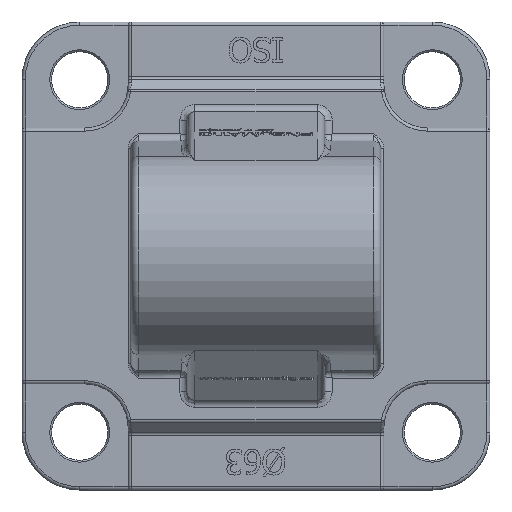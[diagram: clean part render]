
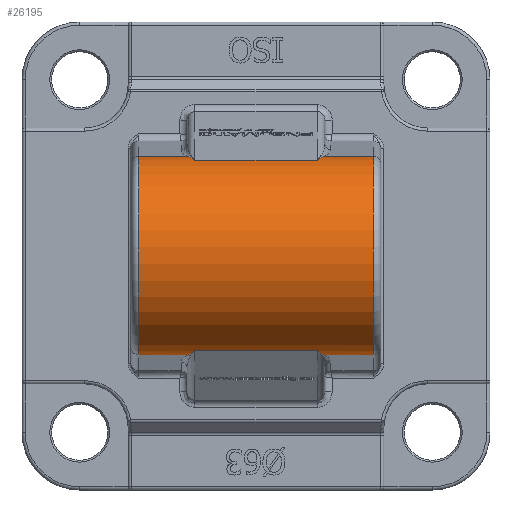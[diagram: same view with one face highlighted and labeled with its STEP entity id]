
A CAD part, top view. The second image highlights one B-rep face of the part: STEP entity #26195.
In plain terms, the highlighted cylindrical face has radius 16 mm (diameter 32 mm), a partial arc.
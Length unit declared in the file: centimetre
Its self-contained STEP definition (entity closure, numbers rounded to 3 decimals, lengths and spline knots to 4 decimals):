
#139=CYLINDRICAL_SURFACE($,#27040,1.6);
#326=CIRCLE($,#27041,1.6);
#327=CIRCLE($,#27042,1.6);
#2163=FACE_OUTER_BOUND($,#3681,.T.);
#3681=EDGE_LOOP($,(#23146,#23147,#23148,#23149,#23150,#23151,#23152,#23153,
#23154,#23155,#23156,#23157));
#4555=LINE($,#34753,#6546);
#4955=LINE($,#40865,#6946);
#5716=LINE($,#51601,#7707);
#5717=LINE($,#51605,#7708);
#5718=LINE($,#51620,#7709);
#5719=LINE($,#51624,#7710);
#6546=VECTOR($,#28248,1.96);
#6946=VECTOR($,#28836,1.96);
#7707=VECTOR($,#30303,0.7874);
#7708=VECTOR($,#30306,0.7874);
#7709=VECTOR($,#30307,0.7874);
#7710=VECTOR($,#30310,0.7874);
#9497=B_SPLINE_CURVE_WITH_KNOTS($,3,(#51452,#51453,#51454,#51455,#51456,
#51457),.UNSPECIFIED.,.F.,.F.,(4,2,4),(-0.3421,0.,0.0015),
 .UNSPECIFIED.);
#9503=B_SPLINE_CURVE_WITH_KNOTS($,3,(#51606,#51607,#51608,#51609,#51610,
#51611),.UNSPECIFIED.,.F.,.F.,(4,2,4),(-0.0014,0.,0.3422),
 .UNSPECIFIED.);
#9504=B_SPLINE_CURVE_WITH_KNOTS($,3,(#51613,#51614,#51615,#51616,#51617,
#51618),.UNSPECIFIED.,.F.,.F.,(4,2,4),(-0.3421,0.,0.0015),
 .UNSPECIFIED.);
#9505=B_SPLINE_CURVE_WITH_KNOTS($,3,(#51625,#51626,#51627,#51628,#51629,
#51630),.UNSPECIFIED.,.F.,.F.,(4,2,4),(-0.0014,0.,0.3422),
 .UNSPECIFIED.);
#10212=VERTEX_POINT($,#34749);
#10214=VERTEX_POINT($,#34752);
#11109=VERTEX_POINT($,#40859);
#11111=VERTEX_POINT($,#40863);
#11984=VERTEX_POINT($,#51450);
#11994=VERTEX_POINT($,#51600);
#11995=VERTEX_POINT($,#51602);
#11996=VERTEX_POINT($,#51604);
#11997=VERTEX_POINT($,#51612);
#11998=VERTEX_POINT($,#51619);
#11999=VERTEX_POINT($,#51621);
#12000=VERTEX_POINT($,#51623);
#13082=EDGE_CURVE($,#10214,#10212,#4555,.T.);
#14183=EDGE_CURVE($,#11111,#11109,#4955,.T.);
#15753=EDGE_CURVE($,#11984,#11111,#9497,.T.);
#15772=EDGE_CURVE($,#11994,#11984,#5716,.T.);
#15773=EDGE_CURVE($,#11995,#11994,#326,.T.);
#15774=EDGE_CURVE($,#11995,#11996,#5717,.T.);
#15775=EDGE_CURVE($,#10214,#11996,#9503,.T.);
#15776=EDGE_CURVE($,#11997,#10212,#9504,.T.);
#15777=EDGE_CURVE($,#11997,#11998,#5718,.T.);
#15778=EDGE_CURVE($,#11999,#11998,#327,.T.);
#15779=EDGE_CURVE($,#12000,#11999,#5719,.T.);
#15780=EDGE_CURVE($,#11109,#12000,#9505,.T.);
#23146=ORIENTED_EDGE($,*,*,#15753,.F.);
#23147=ORIENTED_EDGE($,*,*,#15772,.F.);
#23148=ORIENTED_EDGE($,*,*,#15773,.F.);
#23149=ORIENTED_EDGE($,*,*,#15774,.T.);
#23150=ORIENTED_EDGE($,*,*,#15775,.F.);
#23151=ORIENTED_EDGE($,*,*,#13082,.T.);
#23152=ORIENTED_EDGE($,*,*,#15776,.F.);
#23153=ORIENTED_EDGE($,*,*,#15777,.T.);
#23154=ORIENTED_EDGE($,*,*,#15778,.F.);
#23155=ORIENTED_EDGE($,*,*,#15779,.F.);
#23156=ORIENTED_EDGE($,*,*,#15780,.F.);
#23157=ORIENTED_EDGE($,*,*,#14183,.F.);
#26195=ADVANCED_FACE($,(#2163),#139,.T.);
#27040=AXIS2_PLACEMENT_3D($,#51599,#30301,#30302);
#27041=AXIS2_PLACEMENT_3D($,#51603,#30304,#30305);
#27042=AXIS2_PLACEMENT_3D($,#51622,#30308,#30309);
#28248=DIRECTION($,(1.,0.,0.));
#28836=DIRECTION($,(1.,0.,0.));
#30301=DIRECTION('center_axis',(1.,0.,0.));
#30302=DIRECTION('ref_axis',(0.,0.994,0.113));
#30303=DIRECTION($,(1.,0.,0.));
#30304=DIRECTION('center_axis',(-1.,0.,0.));
#30305=DIRECTION('ref_axis',(0.,0.,1.));
#30306=DIRECTION($,(1.,0.,0.));
#30307=DIRECTION($,(1.,0.,0.));
#30308=DIRECTION('center_axis',(1.,0.,0.));
#30309=DIRECTION('ref_axis',(0.,0.,1.));
#30310=DIRECTION($,(1.,0.,0.));
#34749=CARTESIAN_POINT('',(0.98,-1.5262,3.6803));
#34752=CARTESIAN_POINT('',(-0.98,-1.5262,3.6803));
#34753=CARTESIAN_POINT($,(-0.98,-1.5262,3.6803));
#40859=CARTESIAN_POINT('',(0.98,1.5262,3.6803));
#40863=CARTESIAN_POINT('',(-0.98,1.5262,3.6803));
#40865=CARTESIAN_POINT($,(-0.98,1.5262,3.6803));
#51450=CARTESIAN_POINT('',(-1.0926,1.5897,3.3814));
#51452=CARTESIAN_POINT('Ctrl Pts',(-1.0926,1.5897,3.3814));
#51453=CARTESIAN_POINT('Ctrl Pts',(-1.0579,1.5781,3.483));
#51454=CARTESIAN_POINT('Ctrl Pts',(-1.0191,1.5569,3.5826));
#51455=CARTESIAN_POINT('Ctrl Pts',(-0.9803,1.5265,
3.6794));
#51456=CARTESIAN_POINT('Ctrl Pts',(-0.9802,1.5263,
3.6799));
#51457=CARTESIAN_POINT('Ctrl Pts',(-0.98,1.5262,3.6803));
#51599=CARTESIAN_POINT('Origin',(0.,0.,3.2));
#51600=CARTESIAN_POINT('',(-1.88,1.5897,3.3814));
#51601=CARTESIAN_POINT($,(-1.88,1.5897,3.3814));
#51602=CARTESIAN_POINT('',(-1.88,-1.5897,3.3814));
#51603=CARTESIAN_POINT('Origin',(-1.88,0.,3.2));
#51604=CARTESIAN_POINT('',(-1.0926,-1.5897,3.3814));
#51605=CARTESIAN_POINT($,(-1.88,-1.5897,3.3814));
#51606=CARTESIAN_POINT('Ctrl Pts',(-0.98,-1.5262,3.6803));
#51607=CARTESIAN_POINT('Ctrl Pts',(-0.9802,-1.5263,
3.6799));
#51608=CARTESIAN_POINT('Ctrl Pts',(-0.9803,-1.5265,
3.6795));
#51609=CARTESIAN_POINT('Ctrl Pts',(-1.0191,-1.5568,
3.5827));
#51610=CARTESIAN_POINT('Ctrl Pts',(-1.0579,-1.5781,
3.483));
#51611=CARTESIAN_POINT('Ctrl Pts',(-1.0926,-1.5897,
3.3814));
#51612=CARTESIAN_POINT('',(1.0926,-1.5897,3.3814));
#51613=CARTESIAN_POINT('Ctrl Pts',(1.0926,-1.5897,3.3814));
#51614=CARTESIAN_POINT('Ctrl Pts',(1.0579,-1.5781,3.483));
#51615=CARTESIAN_POINT('Ctrl Pts',(1.0191,-1.5569,3.5826));
#51616=CARTESIAN_POINT('Ctrl Pts',(0.9803,-1.5265,
3.6794));
#51617=CARTESIAN_POINT('Ctrl Pts',(0.9802,-1.5263,
3.6799));
#51618=CARTESIAN_POINT('Ctrl Pts',(0.98,-1.5262,3.6803));
#51619=CARTESIAN_POINT('',(1.88,-1.5897,3.3814));
#51620=CARTESIAN_POINT($,(1.0926,-1.5897,3.3814));
#51621=CARTESIAN_POINT('',(1.88,1.5897,3.3814));
#51622=CARTESIAN_POINT('Origin',(1.88,0.,3.2));
#51623=CARTESIAN_POINT('',(1.0926,1.5897,3.3814));
#51624=CARTESIAN_POINT($,(1.0926,1.5897,3.3814));
#51625=CARTESIAN_POINT('Ctrl Pts',(0.98,1.5262,3.6803));
#51626=CARTESIAN_POINT('Ctrl Pts',(0.9802,1.5263,3.6799));
#51627=CARTESIAN_POINT('Ctrl Pts',(0.9803,1.5265,3.6795));
#51628=CARTESIAN_POINT('Ctrl Pts',(1.0191,1.5568,3.5827));
#51629=CARTESIAN_POINT('Ctrl Pts',(1.0579,1.5781,3.483));
#51630=CARTESIAN_POINT('Ctrl Pts',(1.0926,1.5897,3.3814));
